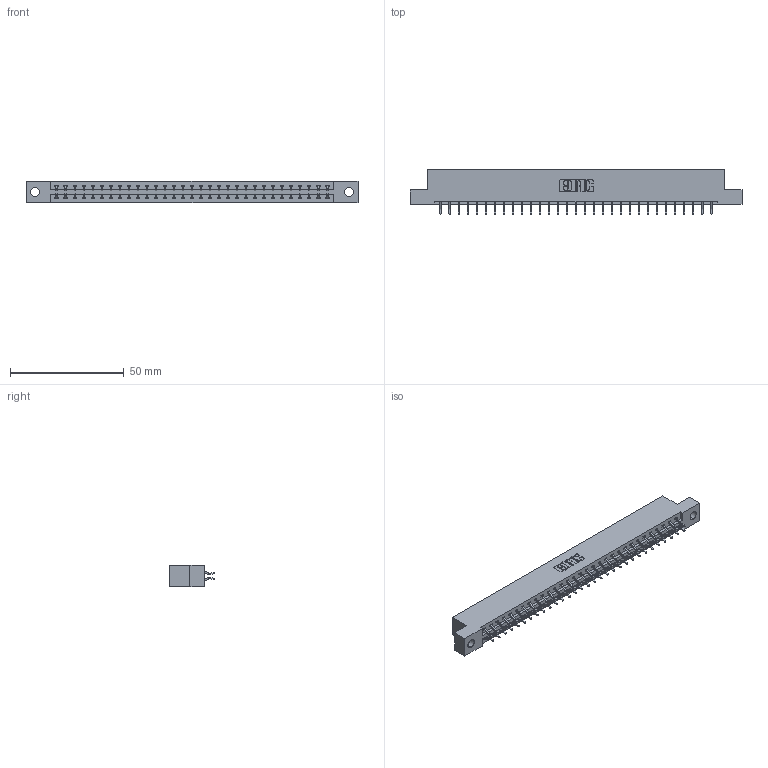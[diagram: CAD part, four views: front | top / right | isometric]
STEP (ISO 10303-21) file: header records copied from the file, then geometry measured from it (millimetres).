
FILE_DESCRIPTION (( 'STEP AP203' ), '1' );
FILE_NAME ('387-062-556-204.STEP', '2018-09-21T06:00:18', ( '' ), ( '' ), 'SwSTEP 2.0', 'SolidWorks 2016', '' );
FILE_SCHEMA (( 'CONFIG_CONTROL_DESIGN' ));
Length unit declared in the file: inch
Products named in the file (3): 337 Part_Flush Mounting Lugs - 0.156 Dia-TH; 345-292-001_556 Tail; 387-062-556-204
Assembly tree (63 placements, depth 2):
  387-062-556-204
    337 Part_Flush Mounting Lugs - 0.156 Dia-TH
    345-292-001_556 Tail  x62
Bounding box: 145.85 x 19.57 x 9.4 mm (x, y, z)
Volume: 15133.8 mm3; surface area: 16733.9 mm2
Topology: 63 solids, 63 shells, 3834 faces, 11409 edges, 7522 vertices
Faces by surface type: plane 2674, cylinder 1160
Entity records: 25681 total; most frequent: CARTESIAN_POINT 4350, ORIENTED_EDGE 4274, DIRECTION 3709, EDGE_CURVE 2137, VECTOR 2001, LINE 2001, VERTEX_POINT 1422, AXIS2_PLACEMENT_3D 854
